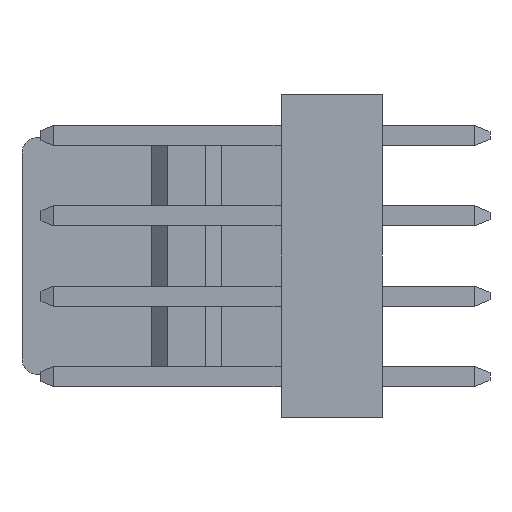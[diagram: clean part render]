
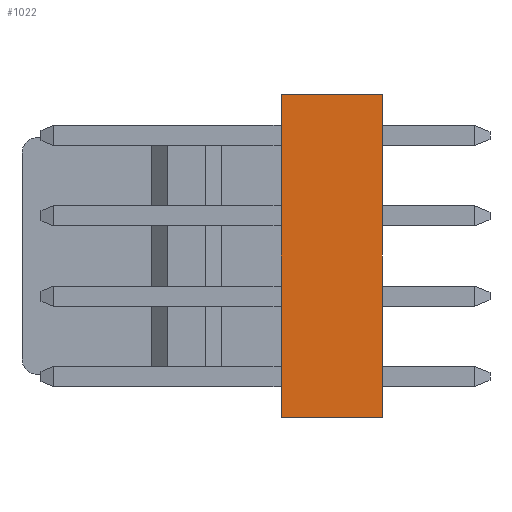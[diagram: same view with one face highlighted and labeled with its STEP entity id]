
A CAD part, left-side view. The second image highlights one B-rep face of the part: STEP entity #1022.
In plain terms, the highlighted planar face has unit normal (-1, 0, 0).
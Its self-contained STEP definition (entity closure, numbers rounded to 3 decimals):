
#36 = CARTESIAN_POINT ( 'NONE',  ( 0., 3.2, 0. ) ) ;
#114 = VERTEX_POINT ( 'NONE', #36 ) ;
#133 = CARTESIAN_POINT ( 'NONE',  ( 0., 3.2, -10.2 ) ) ;
#175 = DIRECTION ( 'NONE',  ( 0., -1., 0. ) ) ;
#180 = ORIENTED_EDGE ( 'NONE', *, *, #1281, .F. ) ;
#276 = CARTESIAN_POINT ( 'NONE',  ( 0., 3.2, 0. ) ) ;
#295 = ORIENTED_EDGE ( 'NONE', *, *, #869, .T. ) ;
#325 = CARTESIAN_POINT ( 'NONE',  ( 0., 0., 0. ) ) ;
#338 = LINE ( 'NONE', #1343, #550 ) ;
#346 = CARTESIAN_POINT ( 'NONE',  ( 0., 3.2, 0. ) ) ;
#402 = DIRECTION ( 'NONE',  ( 0., 0., -1. ) ) ;
#408 = VERTEX_POINT ( 'NONE', #325 ) ;
#410 = CARTESIAN_POINT ( 'NONE',  ( 0., 3.2, 0. ) ) ;
#412 = ORIENTED_EDGE ( 'NONE', *, *, #639, .T. ) ;
#518 = LINE ( 'NONE', #346, #1085 ) ;
#522 = VERTEX_POINT ( 'NONE', #1444 ) ;
#550 = VECTOR ( 'NONE', #1472, 1000. ) ;
#584 = EDGE_LOOP ( 'NONE', ( #412, #803, #180, #295 ) ) ;
#622 = FACE_OUTER_BOUND ( 'NONE', #584, .T. ) ;
#629 = EDGE_CURVE ( 'NONE', #114, #408, #1118, .T. ) ;
#639 = EDGE_CURVE ( 'NONE', #1358, #408, #338, .T. ) ;
#788 = LINE ( 'NONE', #133, #1517 ) ;
#803 = ORIENTED_EDGE ( 'NONE', *, *, #629, .F. ) ;
#817 = CARTESIAN_POINT ( 'NONE',  ( 0., 0., -10.2 ) ) ;
#835 = VECTOR ( 'NONE', #175, 1000. ) ;
#869 = EDGE_CURVE ( 'NONE', #522, #1358, #788, .T. ) ;
#1022 = ADVANCED_FACE ( 'NONE', ( #622 ), #1355, .F. ) ;
#1030 = DIRECTION ( 'NONE',  ( 0., 0., 1. ) ) ;
#1071 = DIRECTION ( 'NONE',  ( 0., -1., 0. ) ) ;
#1085 = VECTOR ( 'NONE', #1030, 1000. ) ;
#1091 = DIRECTION ( 'NONE',  ( 1., 0., 0. ) ) ;
#1118 = LINE ( 'NONE', #410, #835 ) ;
#1281 = EDGE_CURVE ( 'NONE', #522, #114, #518, .T. ) ;
#1343 = CARTESIAN_POINT ( 'NONE',  ( 0., 0., 0. ) ) ;
#1355 = PLANE ( 'NONE',  #1419 ) ;
#1358 = VERTEX_POINT ( 'NONE', #817 ) ;
#1419 = AXIS2_PLACEMENT_3D ( 'NONE', #276, #1091, #402 ) ;
#1444 = CARTESIAN_POINT ( 'NONE',  ( 0., 3.2, -10.2 ) ) ;
#1472 = DIRECTION ( 'NONE',  ( 0., 0., 1. ) ) ;
#1517 = VECTOR ( 'NONE', #1071, 1000. ) ;
